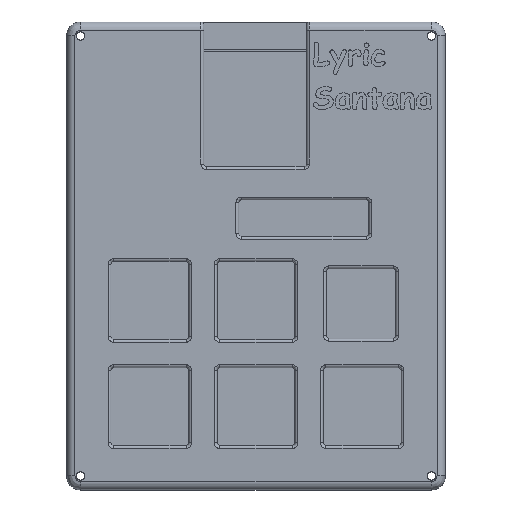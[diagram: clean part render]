
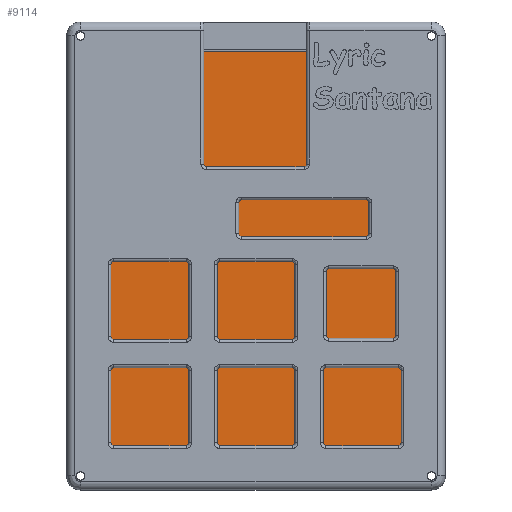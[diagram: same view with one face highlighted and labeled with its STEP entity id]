
A CAD part, top view. The second image highlights one B-rep face of the part: STEP entity #9114.
In plain terms, the highlighted planar face has unit normal (0, 0, 1).
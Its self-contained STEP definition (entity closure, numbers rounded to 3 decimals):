
#1062=PLANE('',#9528);
#1576=LINE('',#18794,#2136);
#1580=LINE('',#18806,#2140);
#1584=LINE('',#18818,#2144);
#1588=LINE('',#18830,#2148);
#2136=VECTOR('',#10771,10.);
#2140=VECTOR('',#10783,10.);
#2144=VECTOR('',#10795,10.);
#2148=VECTOR('',#10807,10.);
#2760=FACE_OUTER_BOUND('',#3302,.T.);
#3302=EDGE_LOOP('',(#8446,#8447,#8448,#8449,#8450,#8451,#8452,#8453));
#3521=CIRCLE('',#9515,3.);
#3523=CIRCLE('',#9519,3.);
#3525=CIRCLE('',#9523,3.);
#3527=CIRCLE('',#9527,3.);
#4392=VERTEX_POINT('',#18791);
#4393=VERTEX_POINT('',#18793);
#4395=VERTEX_POINT('',#18799);
#4397=VERTEX_POINT('',#18805);
#4399=VERTEX_POINT('',#18811);
#4401=VERTEX_POINT('',#18817);
#4403=VERTEX_POINT('',#18823);
#4405=VERTEX_POINT('',#18829);
#5744=EDGE_CURVE('',#4393,#4392,#1576,.T.);
#5747=EDGE_CURVE('',#4395,#4393,#3521,.T.);
#5750=EDGE_CURVE('',#4397,#4395,#1580,.T.);
#5753=EDGE_CURVE('',#4399,#4397,#3523,.T.);
#5756=EDGE_CURVE('',#4401,#4399,#1584,.T.);
#5759=EDGE_CURVE('',#4403,#4401,#3525,.T.);
#5762=EDGE_CURVE('',#4405,#4403,#1588,.T.);
#5765=EDGE_CURVE('',#4392,#4405,#3527,.T.);
#8446=ORIENTED_EDGE('',*,*,#5765,.T.);
#8447=ORIENTED_EDGE('',*,*,#5762,.T.);
#8448=ORIENTED_EDGE('',*,*,#5759,.T.);
#8449=ORIENTED_EDGE('',*,*,#5756,.T.);
#8450=ORIENTED_EDGE('',*,*,#5753,.T.);
#8451=ORIENTED_EDGE('',*,*,#5750,.T.);
#8452=ORIENTED_EDGE('',*,*,#5747,.T.);
#8453=ORIENTED_EDGE('',*,*,#5744,.T.);
#9114=ADVANCED_FACE('',(#2760),#1062,.T.);
#9515=AXIS2_PLACEMENT_3D('',#18800,#10777,#10778);
#9519=AXIS2_PLACEMENT_3D('',#18812,#10789,#10790);
#9523=AXIS2_PLACEMENT_3D('',#18824,#10801,#10802);
#9527=AXIS2_PLACEMENT_3D('',#18834,#10813,#10814);
#9528=AXIS2_PLACEMENT_3D('',#18835,#10815,#10816);
#10771=DIRECTION('',(-1.,0.,0.));
#10777=DIRECTION('center_axis',(0.,0.,1.));
#10778=DIRECTION('ref_axis',(1.,0.,0.));
#10783=DIRECTION('',(0.,1.,0.));
#10789=DIRECTION('center_axis',(0.,0.,1.));
#10790=DIRECTION('ref_axis',(0.,-1.,0.));
#10795=DIRECTION('',(1.,0.,0.));
#10801=DIRECTION('center_axis',(0.,0.,1.));
#10802=DIRECTION('ref_axis',(-1.,0.,0.));
#10807=DIRECTION('',(0.,-1.,0.));
#10813=DIRECTION('center_axis',(0.,0.,1.));
#10814=DIRECTION('ref_axis',(0.,1.,0.));
#10815=DIRECTION('center_axis',(0.,0.,1.));
#10816=DIRECTION('ref_axis',(-1.,0.,0.));
#18791=CARTESIAN_POINT('',(-25.65,36.7,4.6));
#18793=CARTESIAN_POINT('',(25.65,36.7,4.6));
#18794=CARTESIAN_POINT('',(-25.65,36.7,4.6));
#18799=CARTESIAN_POINT('',(28.65,33.7,4.6));
#18800=CARTESIAN_POINT('Origin',(25.65,33.7,4.6));
#18805=CARTESIAN_POINT('',(28.65,-33.7,4.6));
#18806=CARTESIAN_POINT('',(28.65,33.7,4.6));
#18811=CARTESIAN_POINT('',(25.65,-36.7,4.6));
#18812=CARTESIAN_POINT('Origin',(25.65,-33.7,4.6));
#18817=CARTESIAN_POINT('',(-25.65,-36.7,4.6));
#18818=CARTESIAN_POINT('',(25.65,-36.7,4.6));
#18823=CARTESIAN_POINT('',(-28.65,-33.7,4.6));
#18824=CARTESIAN_POINT('Origin',(-25.65,-33.7,4.6));
#18829=CARTESIAN_POINT('',(-28.65,33.7,4.6));
#18830=CARTESIAN_POINT('',(-28.65,-33.7,4.6));
#18834=CARTESIAN_POINT('Origin',(-25.65,33.7,4.6));
#18835=CARTESIAN_POINT('Origin',(0.,0.,
4.6));
